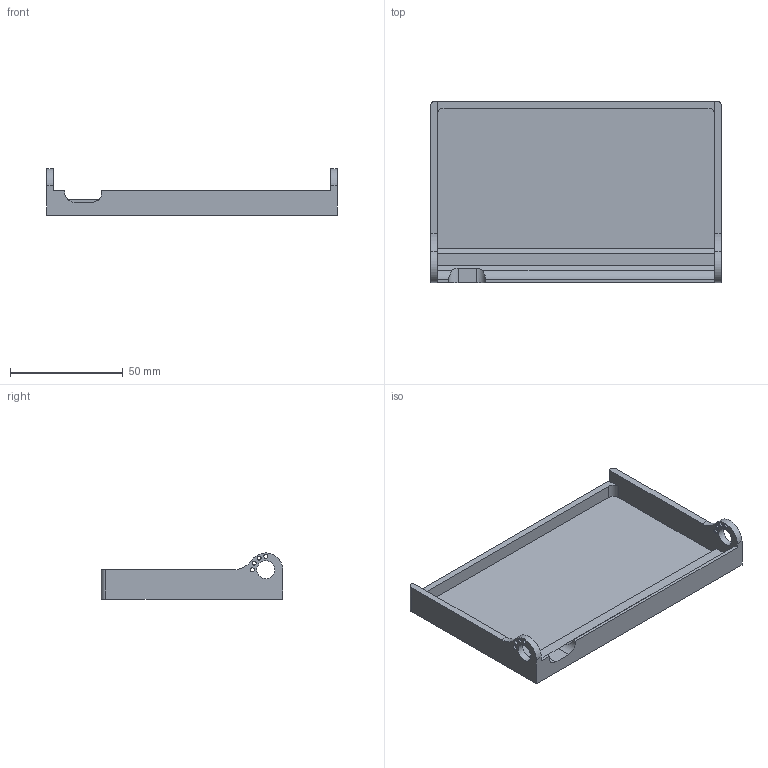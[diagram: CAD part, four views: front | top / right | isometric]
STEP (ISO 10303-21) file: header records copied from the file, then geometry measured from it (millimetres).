
FILE_DESCRIPTION(/* description */ ('','CAx-IF Rec.Pracs.---Representation and Presentation of Product Manufacturing Information (PMI)---4.0---2014-10-13'),/* implementation_level */ '2;1');
FILE_NAME(/* name */ '',/* time_stamp */ '2024-12-27T23:22:26+09:00',/* author */ (''),/* organization */ (''),/* preprocessor_version */ 'ST-DEVELOPER v20',/* originating_system */ 'Autodesk Translation Framework v13.20.0.188',/* authorisation */ '');
FILE_SCHEMA (('AP242_MANAGED_MODEL_BASED_3D_ENGINEERING_MIM_LF { 1 0 10303 442 1 1 4 }'));
Length unit declared in the file: millimetre
Products named in the file (1): 土台
Bounding box: 129 x 80.5 x 20.49 mm (x, y, z)
Volume: 27444.6 mm3; surface area: 28700.3 mm2
Topology: 1 solids, 1 shells, 52 faces, 142 edges, 92 vertices
Faces by surface type: cylinder 24, plane 20, cone 8
Full cylindrical faces by diameter (mm): 1.8 x8, 8 x2
Entity records: 1743 total; most frequent: CARTESIAN_POINT 305, DIRECTION 300, ORIENTED_EDGE 284, EDGE_CURVE 142, AXIS2_PLACEMENT_3D 107, VERTEX_POINT 92, LINE 86, VECTOR 86
